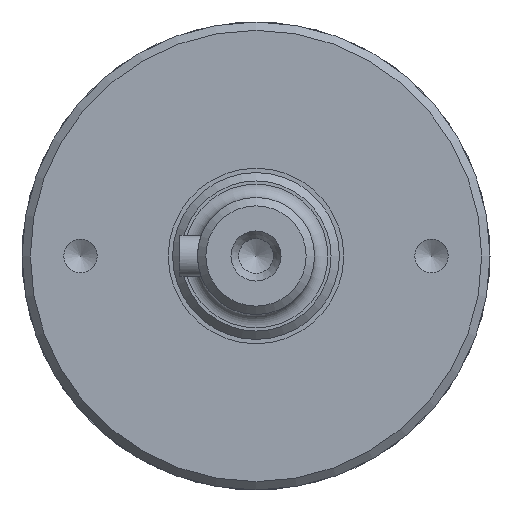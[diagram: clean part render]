
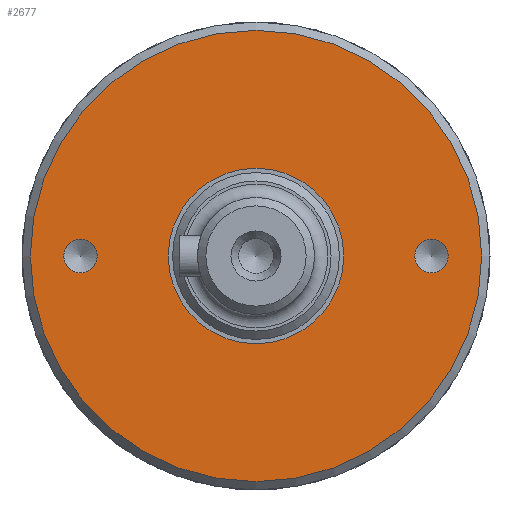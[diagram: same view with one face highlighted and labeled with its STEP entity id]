
A CAD part, left-side view. The second image highlights one B-rep face of the part: STEP entity #2677.
In plain terms, the highlighted planar face has unit normal (-1, 0, 0).
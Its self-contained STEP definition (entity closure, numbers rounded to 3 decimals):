
#556=FACE_BOUND('',#842,.T.);
#557=FACE_BOUND('',#843,.T.);
#558=FACE_BOUND('',#844,.T.);
#681=FACE_OUTER_BOUND('',#841,.T.);
#841=EDGE_LOOP('',(#2202,#2203));
#842=EDGE_LOOP('',(#2204,#2205));
#843=EDGE_LOOP('',(#2206,#2207));
#844=EDGE_LOOP('',(#2208,#2209));
#956=CIRCLE('',#2913,27.);
#957=CIRCLE('',#2914,27.);
#958=CIRCLE('',#2916,2.);
#959=CIRCLE('',#2917,2.);
#960=CIRCLE('',#2918,2.);
#961=CIRCLE('',#2919,2.);
#962=CIRCLE('',#2920,10.5);
#963=CIRCLE('',#2921,10.5);
#1198=VERTEX_POINT('',#4452);
#1199=VERTEX_POINT('',#4454);
#1200=VERTEX_POINT('',#4458);
#1201=VERTEX_POINT('',#4459);
#1202=VERTEX_POINT('',#4462);
#1203=VERTEX_POINT('',#4463);
#1204=VERTEX_POINT('',#4466);
#1205=VERTEX_POINT('',#4467);
#1545=EDGE_CURVE('',#1198,#1199,#956,.T.);
#1546=EDGE_CURVE('',#1199,#1198,#957,.T.);
#1547=EDGE_CURVE('',#1200,#1201,#958,.T.);
#1548=EDGE_CURVE('',#1201,#1200,#959,.T.);
#1549=EDGE_CURVE('',#1202,#1203,#960,.T.);
#1550=EDGE_CURVE('',#1203,#1202,#961,.T.);
#1551=EDGE_CURVE('',#1204,#1205,#962,.T.);
#1552=EDGE_CURVE('',#1205,#1204,#963,.T.);
#2202=ORIENTED_EDGE('',*,*,#1546,.F.);
#2203=ORIENTED_EDGE('',*,*,#1545,.F.);
#2204=ORIENTED_EDGE('',*,*,#1547,.T.);
#2205=ORIENTED_EDGE('',*,*,#1548,.T.);
#2206=ORIENTED_EDGE('',*,*,#1549,.T.);
#2207=ORIENTED_EDGE('',*,*,#1550,.T.);
#2208=ORIENTED_EDGE('',*,*,#1551,.T.);
#2209=ORIENTED_EDGE('',*,*,#1552,.T.);
#2419=PLANE('',#2915);
#2677=ADVANCED_FACE('',(#681,#556,#557,#558),#2419,.T.);
#2913=AXIS2_PLACEMENT_3D('',#4455,#3557,#3558);
#2914=AXIS2_PLACEMENT_3D('',#4456,#3559,#3560);
#2915=AXIS2_PLACEMENT_3D('',#4457,#3561,#3562);
#2916=AXIS2_PLACEMENT_3D('',#4460,#3563,#3564);
#2917=AXIS2_PLACEMENT_3D('',#4461,#3565,#3566);
#2918=AXIS2_PLACEMENT_3D('',#4464,#3567,#3568);
#2919=AXIS2_PLACEMENT_3D('',#4465,#3569,#3570);
#2920=AXIS2_PLACEMENT_3D('',#4468,#3571,#3572);
#2921=AXIS2_PLACEMENT_3D('',#4469,#3573,#3574);
#3557=DIRECTION('center_axis',(1.,0.,0.));
#3558=DIRECTION('ref_axis',(0.,-1.,0.));
#3559=DIRECTION('center_axis',(1.,0.,0.));
#3560=DIRECTION('ref_axis',(0.,-1.,0.));
#3561=DIRECTION('center_axis',(-1.,0.,0.));
#3562=DIRECTION('ref_axis',(0.,0.,-1.));
#3563=DIRECTION('center_axis',(1.,0.,0.));
#3564=DIRECTION('ref_axis',(0.,0.,-1.));
#3565=DIRECTION('center_axis',(1.,0.,0.));
#3566=DIRECTION('ref_axis',(0.,0.,-1.));
#3567=DIRECTION('center_axis',(1.,0.,0.));
#3568=DIRECTION('ref_axis',(0.,0.,-1.));
#3569=DIRECTION('center_axis',(1.,0.,0.));
#3570=DIRECTION('ref_axis',(0.,0.,-1.));
#3571=DIRECTION('center_axis',(1.,0.,0.));
#3572=DIRECTION('ref_axis',(0.,-1.,0.));
#3573=DIRECTION('center_axis',(1.,0.,0.));
#3574=DIRECTION('ref_axis',(0.,-1.,0.));
#4452=CARTESIAN_POINT('',(-139.4,27.,0.));
#4454=CARTESIAN_POINT('',(-139.4,-27.,0.));
#4455=CARTESIAN_POINT('Origin',(-139.4,0.,0.));
#4456=CARTESIAN_POINT('Origin',(-139.4,0.,0.));
#4457=CARTESIAN_POINT('Origin',(-139.4,-18.75,0.));
#4458=CARTESIAN_POINT('',(-139.4,-21.,-2.));
#4459=CARTESIAN_POINT('',(-139.4,-21.,2.));
#4460=CARTESIAN_POINT('Origin',(-139.4,-21.,0.));
#4461=CARTESIAN_POINT('Origin',(-139.4,-21.,0.));
#4462=CARTESIAN_POINT('',(-139.4,21.,-2.));
#4463=CARTESIAN_POINT('',(-139.4,21.,2.));
#4464=CARTESIAN_POINT('Origin',(-139.4,21.,0.));
#4465=CARTESIAN_POINT('Origin',(-139.4,21.,0.));
#4466=CARTESIAN_POINT('',(-139.4,-10.5,0.));
#4467=CARTESIAN_POINT('',(-139.4,10.5,0.));
#4468=CARTESIAN_POINT('Origin',(-139.4,0.,0.));
#4469=CARTESIAN_POINT('Origin',(-139.4,0.,0.));
